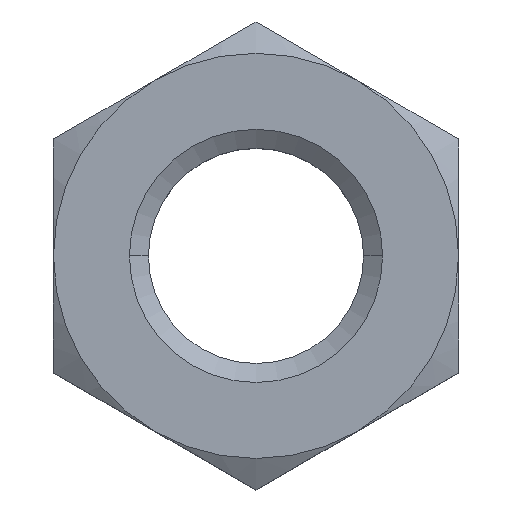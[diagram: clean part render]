
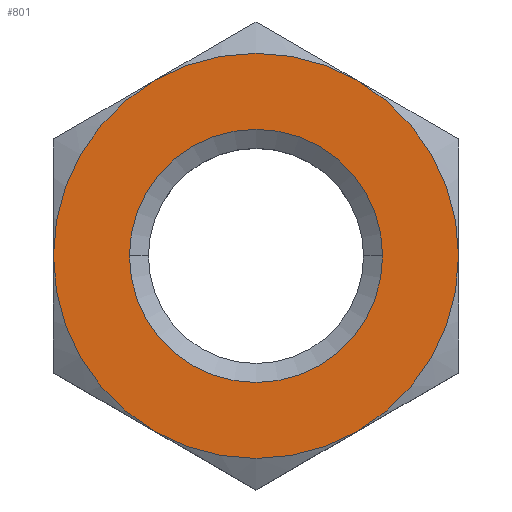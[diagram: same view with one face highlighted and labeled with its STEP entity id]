
A CAD part, top view. The second image highlights one B-rep face of the part: STEP entity #801.
In plain terms, the highlighted planar face has unit normal (0, 0, 1).
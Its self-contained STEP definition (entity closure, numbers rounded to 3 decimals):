
#12 = CARTESIAN_POINT ( 'NONE',  ( 4., -6.928, 0. ) ) ;
#13 = VERTEX_POINT ( 'NONE', #448 ) ;
#21 = CIRCLE ( 'NONE', #438, 5. ) ;
#39 = ORIENTED_EDGE ( 'NONE', *, *, #914, .F. ) ;
#52 = VERTEX_POINT ( 'NONE', #185 ) ;
#53 = DIRECTION ( 'NONE',  ( 0., 0., 1. ) ) ;
#57 = DIRECTION ( 'NONE',  ( -1., 0., 0. ) ) ;
#69 = AXIS2_PLACEMENT_3D ( 'NONE', #752, #335, #774 ) ;
#86 = AXIS2_PLACEMENT_3D ( 'NONE', #433, #288, #156 ) ;
#109 = EDGE_LOOP ( 'NONE', ( #161, #210, #239, #812, #701, #687 ) ) ;
#127 = EDGE_CURVE ( 'NONE', #312, #519, #907, .T. ) ;
#129 = CARTESIAN_POINT ( 'NONE',  ( 0., 0., 0. ) ) ;
#130 = FACE_BOUND ( 'NONE', #381, .T. ) ;
#145 = ORIENTED_EDGE ( 'NONE', *, *, #904, .F. ) ;
#156 = DIRECTION ( 'NONE',  ( -1., 0., 0. ) ) ;
#161 = ORIENTED_EDGE ( 'NONE', *, *, #400, .F. ) ;
#162 = AXIS2_PLACEMENT_3D ( 'NONE', #436, #362, #643 ) ;
#167 = EDGE_CURVE ( 'NONE', #312, #606, #616, .T. ) ;
#185 = CARTESIAN_POINT ( 'NONE',  ( 5., 0., 0. ) ) ;
#207 = CIRCLE ( 'NONE', #162, 5. ) ;
#210 = ORIENTED_EDGE ( 'NONE', *, *, #212, .F. ) ;
#212 = EDGE_CURVE ( 'NONE', #863, #334, #852, .T. ) ;
#227 = AXIS2_PLACEMENT_3D ( 'NONE', #680, #902, #327 ) ;
#239 = ORIENTED_EDGE ( 'NONE', *, *, #350, .F. ) ;
#264 = DIRECTION ( 'NONE',  ( 0., 0., -1. ) ) ;
#270 = CARTESIAN_POINT ( 'NONE',  ( 0., 0., 0. ) ) ;
#279 = CARTESIAN_POINT ( 'NONE',  ( -4., -6.928, 0. ) ) ;
#281 = CIRCLE ( 'NONE', #227, 8. ) ;
#288 = DIRECTION ( 'NONE',  ( 0., 0., -1. ) ) ;
#312 = VERTEX_POINT ( 'NONE', #703 ) ;
#327 = DIRECTION ( 'NONE',  ( -1., 0., 0. ) ) ;
#330 = DIRECTION ( 'NONE',  ( 1., 0., 0. ) ) ;
#332 = PLANE ( 'NONE',  #69 ) ;
#333 = AXIS2_PLACEMENT_3D ( 'NONE', #538, #892, #57 ) ;
#334 = VERTEX_POINT ( 'NONE', #337 ) ;
#335 = DIRECTION ( 'NONE',  ( 0., 0., -1. ) ) ;
#336 = DIRECTION ( 'NONE',  ( -1., 0., 0. ) ) ;
#337 = CARTESIAN_POINT ( 'NONE',  ( -8., 0., 0. ) ) ;
#350 = EDGE_CURVE ( 'NONE', #606, #863, #593, .T. ) ;
#362 = DIRECTION ( 'NONE',  ( 0., 0., 1. ) ) ;
#367 = CARTESIAN_POINT ( 'NONE',  ( 0., 0., 0. ) ) ;
#381 = EDGE_LOOP ( 'NONE', ( #39, #145 ) ) ;
#400 = EDGE_CURVE ( 'NONE', #334, #583, #469, .T. ) ;
#433 = CARTESIAN_POINT ( 'NONE',  ( 0., 0., 0. ) ) ;
#436 = CARTESIAN_POINT ( 'NONE',  ( 0., 0., 0. ) ) ;
#438 = AXIS2_PLACEMENT_3D ( 'NONE', #367, #502, #633 ) ;
#448 = CARTESIAN_POINT ( 'NONE',  ( -5., 0., 0. ) ) ;
#469 = CIRCLE ( 'NONE', #86, 8. ) ;
#502 = DIRECTION ( 'NONE',  ( 0., 0., 1. ) ) ;
#519 = VERTEX_POINT ( 'NONE', #726 ) ;
#538 = CARTESIAN_POINT ( 'NONE',  ( 0., 0., 0. ) ) ;
#583 = VERTEX_POINT ( 'NONE', #800 ) ;
#593 = CIRCLE ( 'NONE', #771, 8. ) ;
#606 = VERTEX_POINT ( 'NONE', #12 ) ;
#616 = CIRCLE ( 'NONE', #333, 8. ) ;
#618 = DIRECTION ( 'NONE',  ( 0., 0., -1. ) ) ;
#619 = DIRECTION ( 'NONE',  ( -1., 0., 0. ) ) ;
#633 = DIRECTION ( 'NONE',  ( 1., 0., 0. ) ) ;
#643 = DIRECTION ( 'NONE',  ( 1., 0., 0. ) ) ;
#653 = AXIS2_PLACEMENT_3D ( 'NONE', #129, #53, #330 ) ;
#680 = CARTESIAN_POINT ( 'NONE',  ( 0., 0., 0. ) ) ;
#687 = ORIENTED_EDGE ( 'NONE', *, *, #693, .F. ) ;
#693 = EDGE_CURVE ( 'NONE', #583, #519, #281, .T. ) ;
#701 = ORIENTED_EDGE ( 'NONE', *, *, #127, .T. ) ;
#703 = CARTESIAN_POINT ( 'NONE',  ( 8., 0., 0. ) ) ;
#712 = AXIS2_PLACEMENT_3D ( 'NONE', #819, #618, #619 ) ;
#726 = CARTESIAN_POINT ( 'NONE',  ( 4., 6.928, 0. ) ) ;
#752 = CARTESIAN_POINT ( 'NONE',  ( 0., 9.238, 0. ) ) ;
#762 = FACE_OUTER_BOUND ( 'NONE', #109, .T. ) ;
#771 = AXIS2_PLACEMENT_3D ( 'NONE', #270, #264, #336 ) ;
#774 = DIRECTION ( 'NONE',  ( -1., 0., 0. ) ) ;
#800 = CARTESIAN_POINT ( 'NONE',  ( -4., 6.928, 0. ) ) ;
#801 = ADVANCED_FACE ( 'NONE', ( #130, #762 ), #332, .F. ) ;
#812 = ORIENTED_EDGE ( 'NONE', *, *, #167, .F. ) ;
#819 = CARTESIAN_POINT ( 'NONE',  ( 0., 0., 0. ) ) ;
#852 = CIRCLE ( 'NONE', #712, 8. ) ;
#863 = VERTEX_POINT ( 'NONE', #279 ) ;
#892 = DIRECTION ( 'NONE',  ( 0., 0., -1. ) ) ;
#902 = DIRECTION ( 'NONE',  ( 0., 0., -1. ) ) ;
#904 = EDGE_CURVE ( 'NONE', #13, #52, #21, .T. ) ;
#907 = CIRCLE ( 'NONE', #653, 8. ) ;
#914 = EDGE_CURVE ( 'NONE', #52, #13, #207, .T. ) ;
